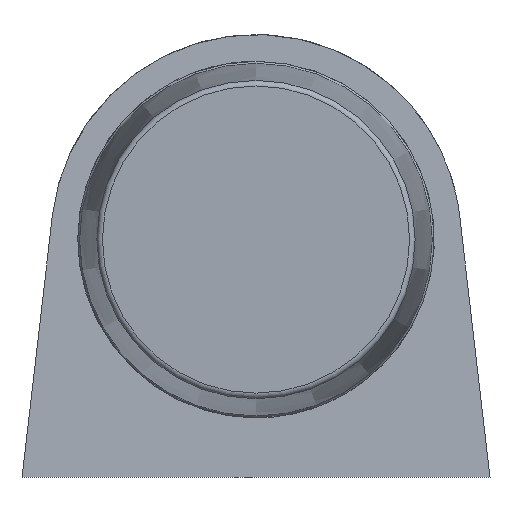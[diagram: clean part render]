
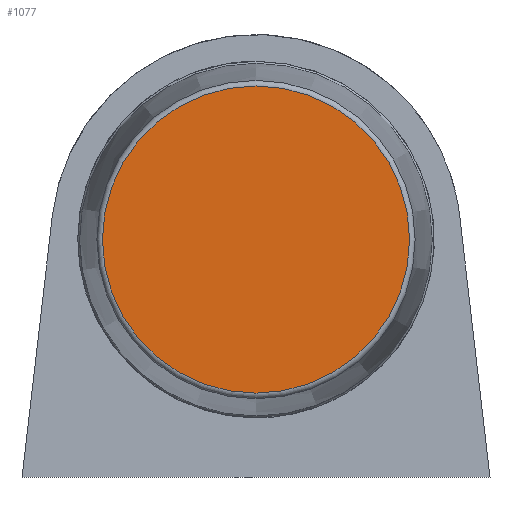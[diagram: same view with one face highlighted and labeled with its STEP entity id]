
A CAD part, front view. The second image highlights one B-rep face of the part: STEP entity #1077.
In plain terms, the highlighted planar face has unit normal (0, -1, 0).
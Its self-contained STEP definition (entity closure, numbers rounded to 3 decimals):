
#401 = VERTEX_POINT ( 'NONE', #1162 ) ;
#419 = DIRECTION ( 'NONE',  ( 1., 0., 0. ) ) ;
#421 = ORIENTED_EDGE ( 'NONE', *, *, #911, .T. ) ;
#454 = CIRCLE ( 'NONE', #1181, 41.349 ) ;
#647 = EDGE_LOOP ( 'NONE', ( #421 ) ) ;
#744 = DIRECTION ( 'NONE',  ( 0., -1., 0. ) ) ;
#877 = AXIS2_PLACEMENT_3D ( 'NONE', #1105, #995, #989 ) ;
#911 = EDGE_CURVE ( 'NONE', #401, #401, #454, .T. ) ;
#989 = DIRECTION ( 'NONE',  ( 1., 0., 0. ) ) ;
#995 = DIRECTION ( 'NONE',  ( 0., -1., 0. ) ) ;
#1077 = ADVANCED_FACE ( 'NONE', ( #1136 ), #1205, .T. ) ;
#1105 = CARTESIAN_POINT ( 'NONE',  ( -42.787, 0., 0. ) ) ;
#1136 = FACE_OUTER_BOUND ( 'NONE', #647, .T. ) ;
#1162 = CARTESIAN_POINT ( 'NONE',  ( 41.349, 0., 0. ) ) ;
#1181 = AXIS2_PLACEMENT_3D ( 'NONE', #1367, #744, #419 ) ;
#1205 = PLANE ( 'NONE',  #877 ) ;
#1367 = CARTESIAN_POINT ( 'NONE',  ( 0., 0., 0. ) ) ;
